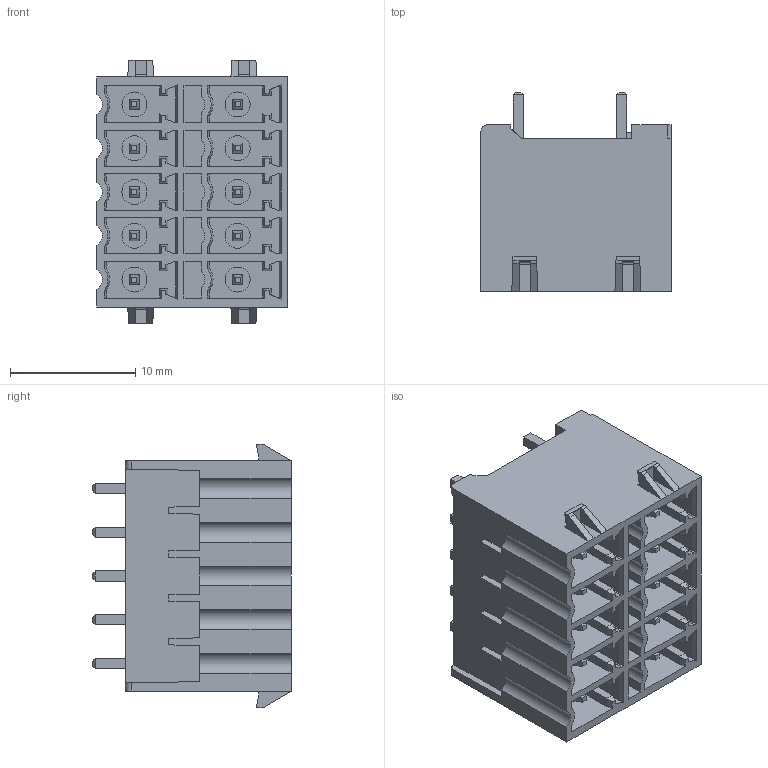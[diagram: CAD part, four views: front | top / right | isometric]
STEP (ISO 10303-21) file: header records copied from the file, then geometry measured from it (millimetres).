
FILE_DESCRIPTION((''),'2;1');
FILE_NAME('TLPHDL-007V-1','2024-09-14T08:40:01',('sheji109'),(''),'CREO PARAMETRIC BY PTC INC, 2018100','CREO PARAMETRIC BY PTC INC, 2018100','');
FILE_SCHEMA(('AUTOMOTIVE_DESIGN { 1 0 10303 214 1 1 1 1 }'));
Length unit declared in the file: millimetre
Products named in the file (1): TLPHDL-007V-1
Bounding box: 15.2 x 15.9 x 21.1 mm (x, y, z)
Volume: 2415.2 mm3; surface area: 3571.4 mm2
Topology: 1 solids, 10 shells, 977 faces, 2589 edges, 1677 vertices
Faces by surface type: plane 839, cylinder 93, cone 39, bspline 6
Entity records: 30117 total; most frequent: CARTESIAN_POINT 5944, ORIENTED_EDGE 5178, DIRECTION 4620, EDGE_CURVE 2589, VECTOR 2276, LINE 2276, VERTEX_POINT 1677, AXIS2_PLACEMENT_3D 1172
